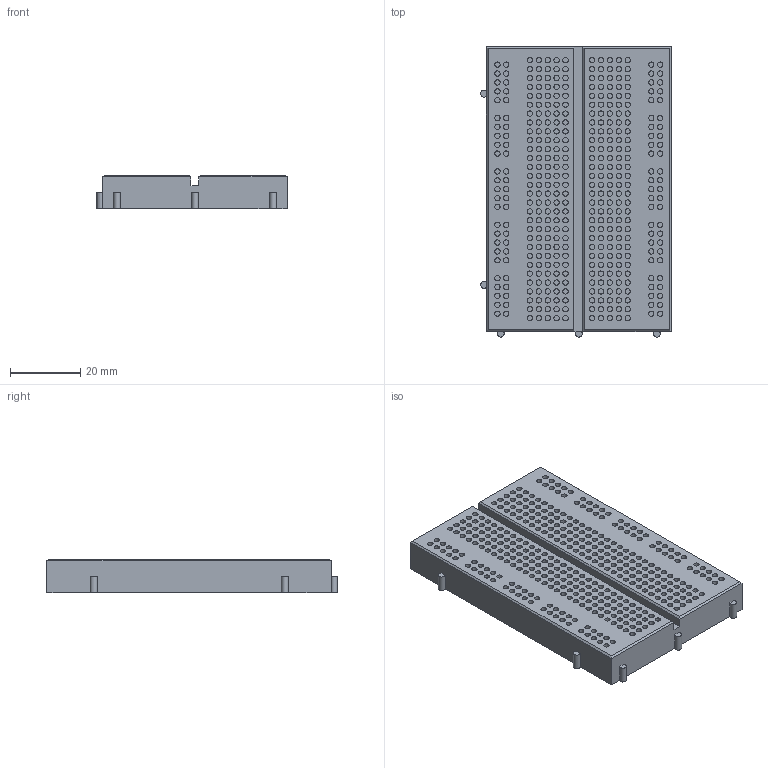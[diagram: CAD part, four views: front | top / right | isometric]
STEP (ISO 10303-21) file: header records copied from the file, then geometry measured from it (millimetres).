
FILE_DESCRIPTION(/* description */ (''),/* implementation_level */ '2;1');
FILE_NAME(/* name */ 'small_breadboard v1.step',/* time_stamp */ '2023-07-25T01:27:01-04:00',/* author */ (''),/* organization */ (''),/* preprocessor_version */ 'ST-DEVELOPER v19.2',/* originating_system */ 'Autodesk Translation Framework v12.6.0.85',/* authorisation */ '');
FILE_SCHEMA (('AUTOMOTIVE_DESIGN { 1 0 10303 214 3 1 1 }'));
Length unit declared in the file: millimetre
Products named in the file (1): (Unsaved)
Bounding box: 54.4 x 82.9 x 9.7 mm (x, y, z)
Volume: 36006.1 mm3; surface area: 25036.3 mm2
Topology: 1 solids, 1 shells, 828 faces, 1270 edges, 844 vertices
Faces by surface type: plane 423, cylinder 405
Full cylindrical faces by diameter (mm): 1.524 x400
Entity records: 18853 total; most frequent: DIRECTION 3738, CARTESIAN_POINT 2943, ORIENTED_EDGE 2540, AXIS2_PLACEMENT_3D 1639, EDGE_CURVE 1270, EDGE_LOOP 1228, VERTEX_POINT 844, FACE_OUTER_BOUND 828
